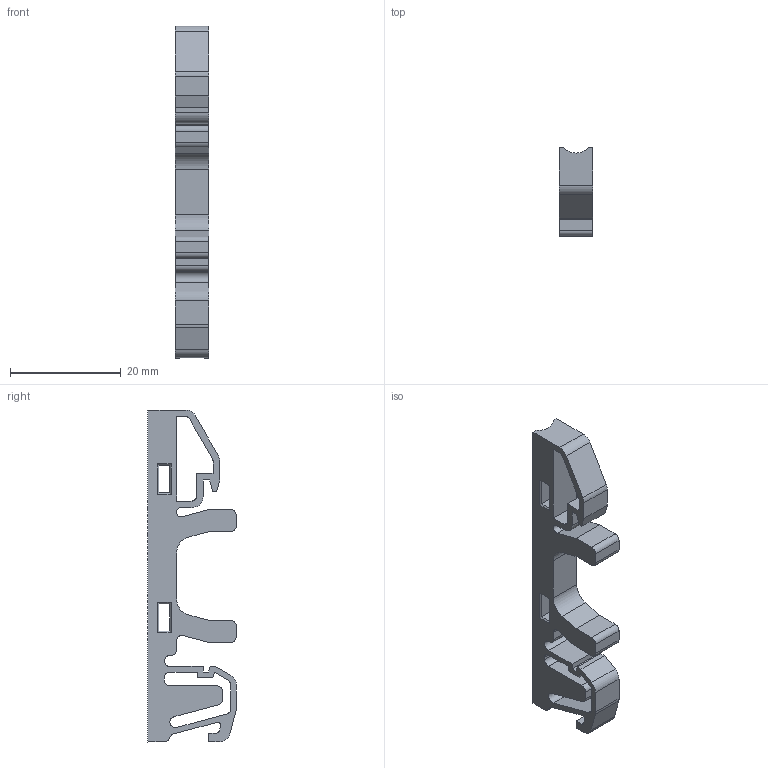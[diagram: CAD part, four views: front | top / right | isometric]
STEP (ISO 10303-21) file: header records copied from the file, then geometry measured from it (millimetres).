
FILE_DESCRIPTION(/* description */ (''),/* implementation_level */ '2;1');
FILE_NAME(/* name */ 'Cable Clamp.step',/* time_stamp */ '2018-04-15T12:22:13-07:00',/* author */ (''),/* organization */ (''),/* preprocessor_version */ 'ST-DEVELOPER v16.13',/* originating_system */ 'Autodesk Translation Framework v6.5.0.72',/* authorisation */ '');
FILE_SCHEMA (('AUTOMOTIVE_DESIGN { 1 0 10303 214 3 1 1 }'));
Length unit declared in the file: millimetre
Products named in the file (1): Cable Clamp
Bounding box: 6 x 16 x 60 mm (x, y, z)
Volume: 2677.5 mm3; surface area: 3010.7 mm2
Topology: 1 solids, 1 shells, 113 faces, 317 edges, 206 vertices
Faces by surface type: plane 82, cylinder 31
Entity records: 3661 total; most frequent: CARTESIAN_POINT 637, ORIENTED_EDGE 634, DIRECTION 607, EDGE_CURVE 317, LINE 255, VECTOR 255, VERTEX_POINT 206, AXIS2_PLACEMENT_3D 176
